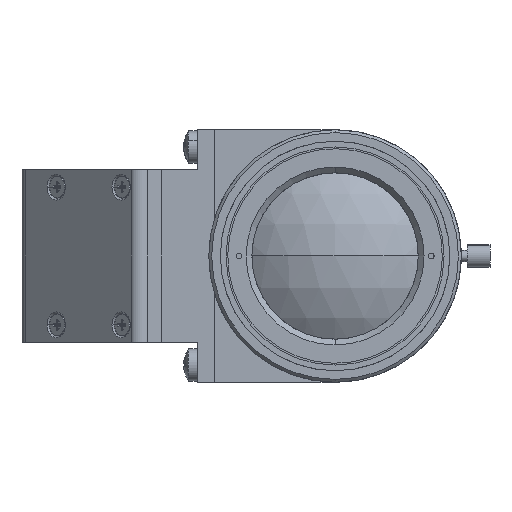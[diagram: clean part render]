
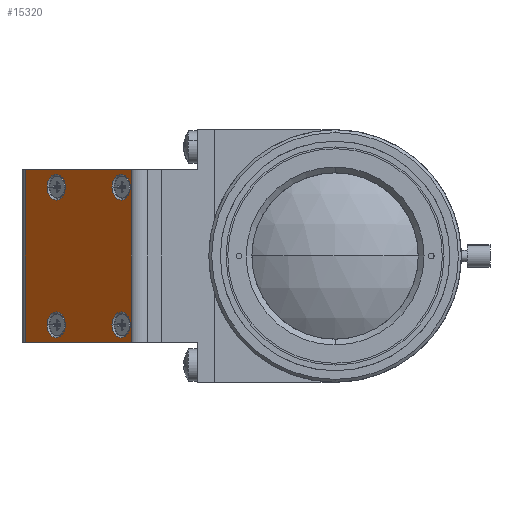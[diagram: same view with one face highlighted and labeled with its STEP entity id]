
A CAD part, left-side view. The second image highlights one B-rep face of the part: STEP entity #15320.
In plain terms, the highlighted planar face has unit normal (-0.707, 0.707, 0).
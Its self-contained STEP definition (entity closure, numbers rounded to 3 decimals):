
#55 = VECTOR ( 'NONE', #12122, 1000. ) ;
#160 = CARTESIAN_POINT ( 'NONE',  ( 43.97, 34.105, -15. ) ) ;
#256 = CARTESIAN_POINT ( 'NONE',  ( 56.875, 47.01, 12. ) ) ;
#332 = CARTESIAN_POINT ( 'NONE',  ( 45.384, 35.519, -15. ) ) ;
#348 = DIRECTION ( 'NONE',  ( -0.707, -0.707, 0. ) ) ;
#360 = EDGE_CURVE ( 'NONE', #13485, #7945, #1026, .T. ) ;
#413 = EDGE_CURVE ( 'NONE', #11675, #13887, #15663, .T. ) ;
#446 = VERTEX_POINT ( 'NONE', #1485 ) ;
#484 = VECTOR ( 'NONE', #10533, 1000. ) ;
#612 = EDGE_CURVE ( 'NONE', #7945, #13485, #14627, .T. ) ;
#701 = VERTEX_POINT ( 'NONE', #7499 ) ;
#746 = CARTESIAN_POINT ( 'NONE',  ( 43.97, 34.105, -15. ) ) ;
#1026 = CIRCLE ( 'NONE', #4239, 2.25 ) ;
#1338 = EDGE_CURVE ( 'NONE', #11675, #14148, #2771, .T. ) ;
#1485 = CARTESIAN_POINT ( 'NONE',  ( 45.561, 35.696, 12. ) ) ;
#1519 = ORIENTED_EDGE ( 'NONE', *, *, #15392, .T. ) ;
#1813 = AXIS2_PLACEMENT_3D ( 'NONE', #14827, #14903, #3462 ) ;
#2067 = FACE_BOUND ( 'NONE', #4477, .T. ) ;
#2146 = CIRCLE ( 'NONE', #4300, 2.25 ) ;
#2198 = CARTESIAN_POINT ( 'NONE',  ( 58.466, 48.601, -12. ) ) ;
#2214 = LINE ( 'NONE', #6325, #10595 ) ;
#2402 = EDGE_CURVE ( 'NONE', #446, #11898, #12585, .T. ) ;
#2461 = EDGE_LOOP ( 'NONE', ( #11138, #3994 ) ) ;
#2688 = ORIENTED_EDGE ( 'NONE', *, *, #1338, .F. ) ;
#2771 = LINE ( 'NONE', #160, #5331 ) ;
#2820 = DIRECTION ( 'NONE',  ( 0.707, 0.707, 0. ) ) ;
#2885 = EDGE_LOOP ( 'NONE', ( #2688, #13934, #1519, #8474 ) ) ;
#2922 = VERTEX_POINT ( 'NONE', #5966 ) ;
#3053 = AXIS2_PLACEMENT_3D ( 'NONE', #5351, #10457, #348 ) ;
#3085 = FACE_BOUND ( 'NONE', #3721, .T. ) ;
#3250 = FACE_OUTER_BOUND ( 'NONE', #2885, .T. ) ;
#3353 = DIRECTION ( 'NONE',  ( -0.707, 0.707, 0. ) ) ;
#3462 = DIRECTION ( 'NONE',  ( -0.707, -0.707, 0. ) ) ;
#3516 = AXIS2_PLACEMENT_3D ( 'NONE', #746, #14780, #5850 ) ;
#3655 = DIRECTION ( 'NONE',  ( -0.707, 0.707, 0. ) ) ;
#3721 = EDGE_LOOP ( 'NONE', ( #12914, #8283 ) ) ;
#3994 = ORIENTED_EDGE ( 'NONE', *, *, #12214, .F. ) ;
#4239 = AXIS2_PLACEMENT_3D ( 'NONE', #4523, #5702, #12135 ) ;
#4300 = AXIS2_PLACEMENT_3D ( 'NONE', #2198, #15223, #7560 ) ;
#4477 = EDGE_LOOP ( 'NONE', ( #10178, #5263 ) ) ;
#4523 = CARTESIAN_POINT ( 'NONE',  ( 58.466, 48.601, 12. ) ) ;
#4666 = CARTESIAN_POINT ( 'NONE',  ( 58.466, 48.601, 12. ) ) ;
#4889 = VERTEX_POINT ( 'NONE', #6802 ) ;
#5024 = EDGE_CURVE ( 'NONE', #2922, #6059, #2146, .T. ) ;
#5207 = CIRCLE ( 'NONE', #3053, 2.25 ) ;
#5263 = ORIENTED_EDGE ( 'NONE', *, *, #7422, .F. ) ;
#5331 = VECTOR ( 'NONE', #2820, 1000. ) ;
#5351 = CARTESIAN_POINT ( 'NONE',  ( 47.152, 37.287, 12. ) ) ;
#5512 = CARTESIAN_POINT ( 'NONE',  ( 47.152, 37.287, -12. ) ) ;
#5702 = DIRECTION ( 'NONE',  ( -0.707, 0.707, 0. ) ) ;
#5706 = AXIS2_PLACEMENT_3D ( 'NONE', #6001, #3655, #8750 ) ;
#5850 = DIRECTION ( 'NONE',  ( 0., 0., 1. ) ) ;
#5867 = ORIENTED_EDGE ( 'NONE', *, *, #612, .F. ) ;
#5922 = CARTESIAN_POINT ( 'NONE',  ( 60.057, 50.192, 12. ) ) ;
#5966 = CARTESIAN_POINT ( 'NONE',  ( 56.875, 47.01, -12. ) ) ;
#6001 = CARTESIAN_POINT ( 'NONE',  ( 47.152, 37.287, -12. ) ) ;
#6059 = VERTEX_POINT ( 'NONE', #16301 ) ;
#6325 = CARTESIAN_POINT ( 'NONE',  ( 63.84, 53.975, -15. ) ) ;
#6802 = CARTESIAN_POINT ( 'NONE',  ( 63.84, 53.975, 15. ) ) ;
#7197 = DIRECTION ( 'NONE',  ( -0.707, -0.707, 0. ) ) ;
#7337 = DIRECTION ( 'NONE',  ( -0.707, -0.707, 0. ) ) ;
#7422 = EDGE_CURVE ( 'NONE', #10640, #701, #7841, .T. ) ;
#7499 = CARTESIAN_POINT ( 'NONE',  ( 45.561, 35.696, -12. ) ) ;
#7560 = DIRECTION ( 'NONE',  ( -0.707, -0.707, 0. ) ) ;
#7621 = CARTESIAN_POINT ( 'NONE',  ( 48.743, 38.878, -12. ) ) ;
#7841 = CIRCLE ( 'NONE', #5706, 2.25 ) ;
#7902 = AXIS2_PLACEMENT_3D ( 'NONE', #5512, #14274, #15518 ) ;
#7945 = VERTEX_POINT ( 'NONE', #256 ) ;
#7954 = EDGE_CURVE ( 'NONE', #11898, #446, #5207, .T. ) ;
#8283 = ORIENTED_EDGE ( 'NONE', *, *, #7954, .F. ) ;
#8345 = DIRECTION ( 'NONE',  ( -0.707, 0.707, 0. ) ) ;
#8364 = PLANE ( 'NONE',  #3516 ) ;
#8474 = ORIENTED_EDGE ( 'NONE', *, *, #11252, .T. ) ;
#8750 = DIRECTION ( 'NONE',  ( -0.707, -0.707, 0. ) ) ;
#8864 = AXIS2_PLACEMENT_3D ( 'NONE', #13378, #3353, #7197 ) ;
#9581 = ORIENTED_EDGE ( 'NONE', *, *, #360, .F. ) ;
#10137 = CARTESIAN_POINT ( 'NONE',  ( 45.384, 35.519, -15. ) ) ;
#10178 = ORIENTED_EDGE ( 'NONE', *, *, #10751, .F. ) ;
#10310 = CARTESIAN_POINT ( 'NONE',  ( 45.384, 35.519, 15. ) ) ;
#10457 = DIRECTION ( 'NONE',  ( -0.707, 0.707, 0. ) ) ;
#10533 = DIRECTION ( 'NONE',  ( 0., 0., 1. ) ) ;
#10595 = VECTOR ( 'NONE', #11420, 1000. ) ;
#10640 = VERTEX_POINT ( 'NONE', #7621 ) ;
#10705 = CARTESIAN_POINT ( 'NONE',  ( 43.97, 34.105, 15. ) ) ;
#10751 = EDGE_CURVE ( 'NONE', #701, #10640, #13229, .T. ) ;
#10874 = FACE_BOUND ( 'NONE', #13974, .T. ) ;
#10920 = AXIS2_PLACEMENT_3D ( 'NONE', #4666, #8345, #7337 ) ;
#11131 = CARTESIAN_POINT ( 'NONE',  ( 48.743, 38.878, 12. ) ) ;
#11138 = ORIENTED_EDGE ( 'NONE', *, *, #5024, .F. ) ;
#11252 = EDGE_CURVE ( 'NONE', #4889, #14148, #2214, .T. ) ;
#11420 = DIRECTION ( 'NONE',  ( 0., 0., -1. ) ) ;
#11675 = VERTEX_POINT ( 'NONE', #10137 ) ;
#11898 = VERTEX_POINT ( 'NONE', #11131 ) ;
#12122 = DIRECTION ( 'NONE',  ( 0.707, 0.707, 0. ) ) ;
#12135 = DIRECTION ( 'NONE',  ( -0.707, -0.707, 0. ) ) ;
#12214 = EDGE_CURVE ( 'NONE', #6059, #2922, #12774, .T. ) ;
#12585 = CIRCLE ( 'NONE', #8864, 2.25 ) ;
#12774 = CIRCLE ( 'NONE', #1813, 2.25 ) ;
#12914 = ORIENTED_EDGE ( 'NONE', *, *, #2402, .F. ) ;
#13197 = FACE_BOUND ( 'NONE', #2461, .T. ) ;
#13229 = CIRCLE ( 'NONE', #7902, 2.25 ) ;
#13378 = CARTESIAN_POINT ( 'NONE',  ( 47.152, 37.287, 12. ) ) ;
#13453 = CARTESIAN_POINT ( 'NONE',  ( 63.84, 53.975, -15. ) ) ;
#13485 = VERTEX_POINT ( 'NONE', #5922 ) ;
#13887 = VERTEX_POINT ( 'NONE', #10310 ) ;
#13934 = ORIENTED_EDGE ( 'NONE', *, *, #413, .T. ) ;
#13974 = EDGE_LOOP ( 'NONE', ( #5867, #9581 ) ) ;
#14148 = VERTEX_POINT ( 'NONE', #13453 ) ;
#14274 = DIRECTION ( 'NONE',  ( -0.707, 0.707, 0. ) ) ;
#14444 = LINE ( 'NONE', #10705, #55 ) ;
#14627 = CIRCLE ( 'NONE', #10920, 2.25 ) ;
#14780 = DIRECTION ( 'NONE',  ( 0.707, -0.707, 0. ) ) ;
#14827 = CARTESIAN_POINT ( 'NONE',  ( 58.466, 48.601, -12. ) ) ;
#14903 = DIRECTION ( 'NONE',  ( -0.707, 0.707, 0. ) ) ;
#15223 = DIRECTION ( 'NONE',  ( -0.707, 0.707, 0. ) ) ;
#15320 = ADVANCED_FACE ( 'NONE', ( #10874, #3085, #13197, #2067, #3250 ), #8364, .F. ) ;
#15392 = EDGE_CURVE ( 'NONE', #13887, #4889, #14444, .T. ) ;
#15518 = DIRECTION ( 'NONE',  ( -0.707, -0.707, 0. ) ) ;
#15663 = LINE ( 'NONE', #332, #484 ) ;
#16301 = CARTESIAN_POINT ( 'NONE',  ( 60.057, 50.192, -12. ) ) ;
